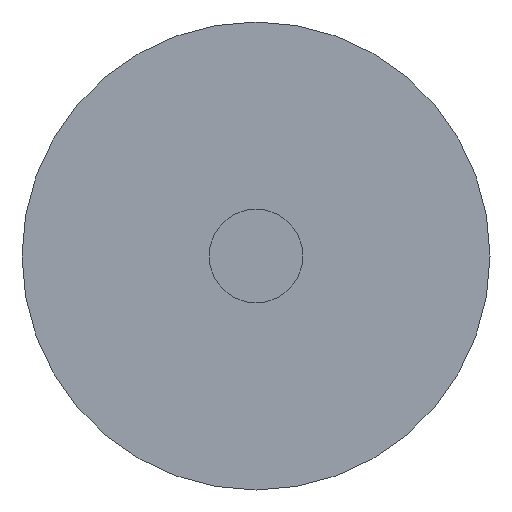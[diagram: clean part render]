
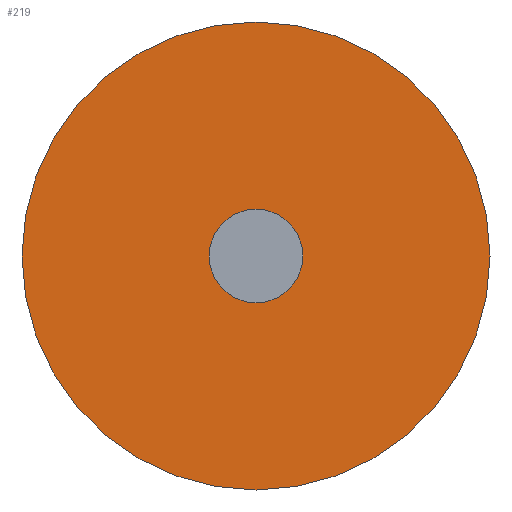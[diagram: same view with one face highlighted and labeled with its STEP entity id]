
A CAD part, front view. The second image highlights one B-rep face of the part: STEP entity #219.
In plain terms, the highlighted planar face has unit normal (0, -1, 0).
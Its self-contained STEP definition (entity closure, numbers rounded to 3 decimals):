
#4 = CARTESIAN_POINT ( 'NONE',  ( 0., 0.6, 0.2 ) ) ;
#9 = DIRECTION ( 'NONE',  ( 0., 0., 1. ) ) ;
#18 = FACE_OUTER_BOUND ( 'NONE', #417, .T. ) ;
#49 = EDGE_CURVE ( 'NONE', #308, #172, #482, .T. ) ;
#54 = ORIENTED_EDGE ( 'NONE', *, *, #49, .T. ) ;
#58 = CIRCLE ( 'NONE', #291, 0.2 ) ;
#59 = VERTEX_POINT ( 'NONE', #483 ) ;
#78 = CARTESIAN_POINT ( 'NONE',  ( 0., 0.6, 0. ) ) ;
#83 = EDGE_CURVE ( 'NONE', #172, #308, #445, .T. ) ;
#110 = EDGE_LOOP ( 'NONE', ( #202, #199 ) ) ;
#112 = CARTESIAN_POINT ( 'NONE',  ( 0., 0.6, 0. ) ) ;
#117 = DIRECTION ( 'NONE',  ( 0., 0., -1. ) ) ;
#129 = CARTESIAN_POINT ( 'NONE',  ( -0.2, 0.6, 0. ) ) ;
#166 = DIRECTION ( 'NONE',  ( 0., -1., 0. ) ) ;
#172 = VERTEX_POINT ( 'NONE', #232 ) ;
#188 = CARTESIAN_POINT ( 'NONE',  ( 0., 0.6, 0. ) ) ;
#192 = FACE_BOUND ( 'NONE', #110, .T. ) ;
#199 = ORIENTED_EDGE ( 'NONE', *, *, #240, .F. ) ;
#202 = ORIENTED_EDGE ( 'NONE', *, *, #272, .F. ) ;
#219 = ADVANCED_FACE ( 'NONE', ( #192, #18 ), #467, .F. ) ;
#226 = ORIENTED_EDGE ( 'NONE', *, *, #83, .T. ) ;
#230 = CARTESIAN_POINT ( 'NONE',  ( 0., 0.6, 0. ) ) ;
#232 = CARTESIAN_POINT ( 'NONE',  ( 0., 0.6, 1. ) ) ;
#240 = EDGE_CURVE ( 'NONE', #359, #59, #431, .T. ) ;
#258 = DIRECTION ( 'NONE',  ( 0., -1., 0. ) ) ;
#263 = AXIS2_PLACEMENT_3D ( 'NONE', #188, #338, #297 ) ;
#272 = EDGE_CURVE ( 'NONE', #59, #359, #58, .T. ) ;
#282 = CARTESIAN_POINT ( 'NONE',  ( 0., 0.6, -1. ) ) ;
#291 = AXIS2_PLACEMENT_3D ( 'NONE', #230, #301, #117 ) ;
#297 = DIRECTION ( 'NONE',  ( 0., 0., -1. ) ) ;
#301 = DIRECTION ( 'NONE',  ( 0., -1., 0. ) ) ;
#302 = DIRECTION ( 'NONE',  ( 0., 1., 0. ) ) ;
#308 = VERTEX_POINT ( 'NONE', #282 ) ;
#313 = DIRECTION ( 'NONE',  ( 0., 0., -1. ) ) ;
#333 = AXIS2_PLACEMENT_3D ( 'NONE', #112, #258, #404 ) ;
#338 = DIRECTION ( 'NONE',  ( 0., -1., 0. ) ) ;
#359 = VERTEX_POINT ( 'NONE', #4 ) ;
#404 = DIRECTION ( 'NONE',  ( 0., 0., -1. ) ) ;
#410 = AXIS2_PLACEMENT_3D ( 'NONE', #129, #302, #9 ) ;
#417 = EDGE_LOOP ( 'NONE', ( #54, #226 ) ) ;
#431 = CIRCLE ( 'NONE', #456, 0.2 ) ;
#445 = CIRCLE ( 'NONE', #263, 1. ) ;
#456 = AXIS2_PLACEMENT_3D ( 'NONE', #78, #166, #313 ) ;
#467 = PLANE ( 'NONE',  #410 ) ;
#482 = CIRCLE ( 'NONE', #333, 1. ) ;
#483 = CARTESIAN_POINT ( 'NONE',  ( 0., 0.6, -0.2 ) ) ;
